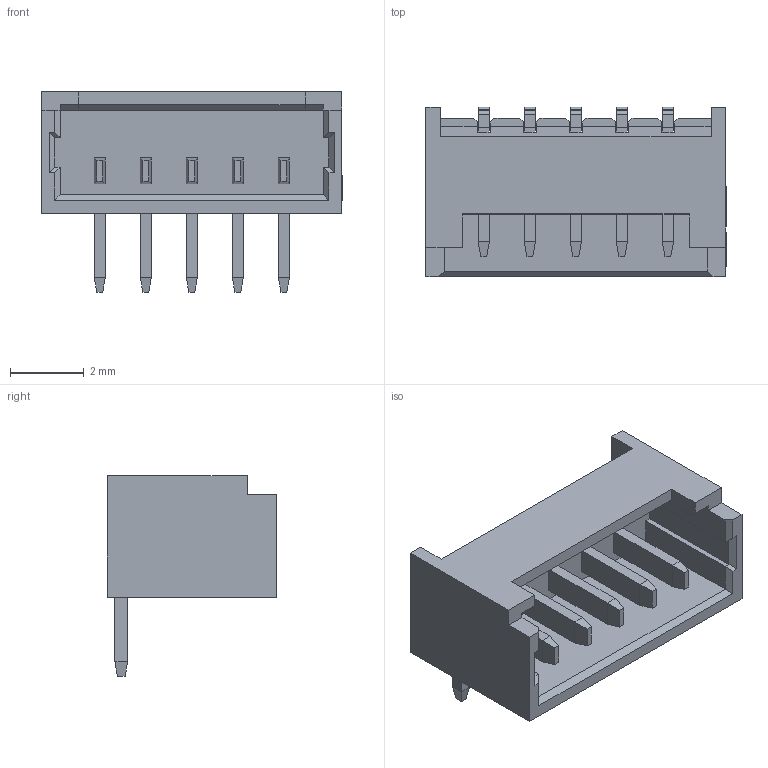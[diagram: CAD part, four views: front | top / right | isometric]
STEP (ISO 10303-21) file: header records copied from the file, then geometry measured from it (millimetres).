
FILE_DESCRIPTION (( 'STEP AP214' ), '1' );
FILE_NAME ('CONN-TH_5P-P1.25_BX-MX1.25-5PWZ.STEP', '2023-10-21T12:36:47', ( '' ), ( '' ), 'SwSTEP 2.0', 'SolidWorks 2020', '' );
FILE_SCHEMA (( 'AUTOMOTIVE_DESIGN' ));
Length unit declared in the file: millimetre
Products named in the file (1): CONN-TH_5P-P1.25_BX-MX1.25-5PWZ
Bounding box: 8.16 x 4.6 x 5.45 mm (x, y, z)
Volume: 56.6 mm3; surface area: 259.5 mm2
Topology: 1 solids, 1 shells, 473 faces, 1284 edges, 838 vertices
Faces by surface type: plane 350, bspline 98, cylinder 25
Entity records: 20413 total; most frequent: CARTESIAN_POINT 3902, ORIENTED_EDGE 2568, DIRECTION 1886, EDGE_CURVE 1284, LINE 1034, VECTOR 1034, VERTEX_POINT 838, EDGE_LOOP 502
